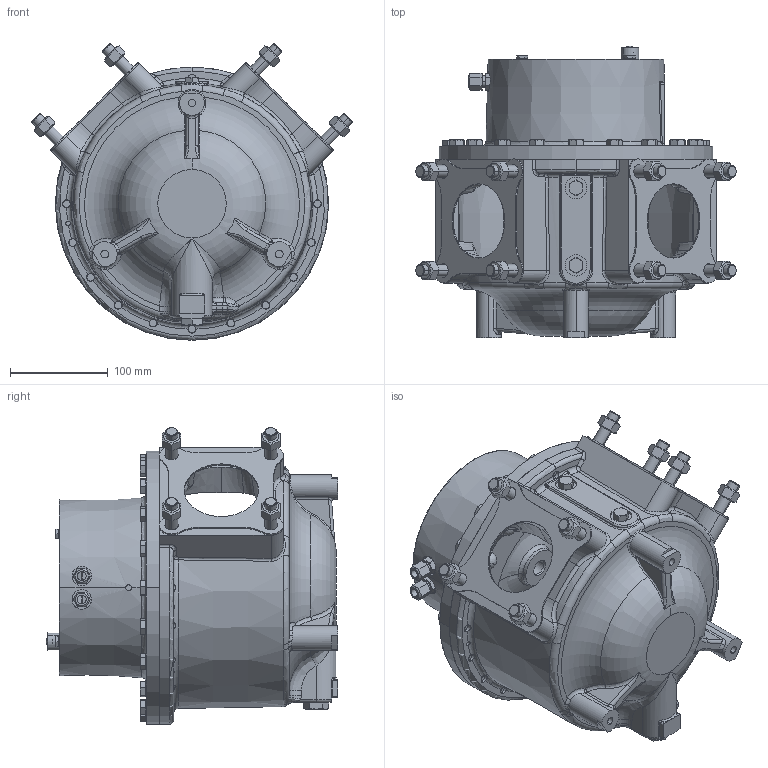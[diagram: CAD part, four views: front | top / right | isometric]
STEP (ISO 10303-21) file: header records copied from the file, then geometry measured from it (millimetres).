
FILE_DESCRIPTION (( 'STEP AP214' ), '1' );
FILE_NAME ('Zähler_T20-J.STEP', '2011-11-01T12:28:39', ( 'Smith Meter' ), ( 'FMC' ), 'SwSTEP 2.0', 'SolidWorks 2010', '' );
FILE_SCHEMA (( 'AUTOMOTIVE_DESIGN' ));
Length unit declared in the file: millimetre
Products named in the file (1): Zähler_T20-J
Bounding box: 328.04 x 298.88 x 304.02 mm (x, y, z)
Surface area: 534484.2 mm2 (no closed solid volume)
Topology: 0 solids, 93 shells, 1065 faces, 2946 edges, 1916 vertices
Faces by surface type: plane 366, cylinder 264, cone 216, bspline 153, torus 56, sphere 10
Entity records: 60705 total; most frequent: CARTESIAN_POINT 23526, ORIENTED_EDGE 5175, DIRECTION 5040, EDGE_CURVE 2937, AXIS2_PLACEMENT_3D 2094, VERTEX_POINT 1916, EDGE_LOOP 1208, CIRCLE 1181
